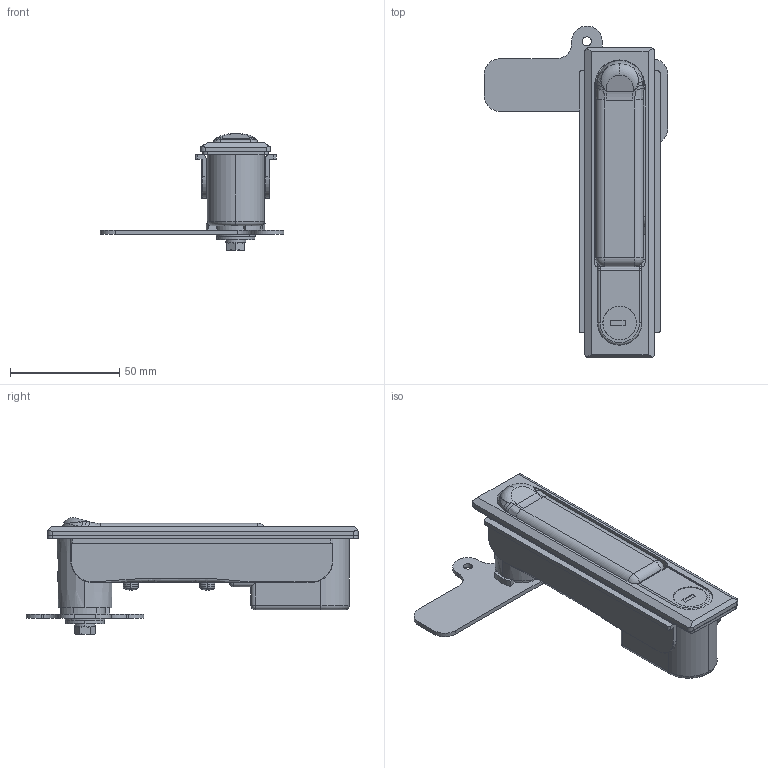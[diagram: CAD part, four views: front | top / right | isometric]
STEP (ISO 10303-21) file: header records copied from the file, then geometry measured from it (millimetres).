
FILE_DESCRIPTION (( 'STEP AP203' ), '1' );
FILE_NAME ('A-1480-3.STEP', '2018-12-17T02:02:39', ( '' ), ( '' ), 'SwSTEP 2.0', 'SolidWorks 2014', '' );
FILE_SCHEMA (( 'CONFIG_CONTROL_DESIGN' ));
Length unit declared in the file: millimetre
Products named in the file (15): 十字穴付小ねじ_内径基準ver1.02_M4×12十字穴付なべ小ねじシングルセムス; A-1480-3_ストッパー; A-1480-3; A-1480-3_回転軸_; A-1480-3_平ワッシャー_; A-1480-3_パッキン; ダミーローター__#200-4-3.5_; A-1480-3_仩8僗儁乕僒乕; A-1480-3_シャフト_ハンドルシャフト; 六角ボルト_内径基準ver1.03_M5×10十字穴付六角ボルトシングルセムス; A-1480-3_取付板_; A-1480-3ハンドル_; AC-1025-E-3,-4__AC-1025-E-4; A-1480-3_ローターケース_; A-1480-3_本体
Assembly tree (15 placements, depth 2):
  A-1480-3
    A-1480-3_本体
    A-1480-3ハンドル_
    A-1480-3_回転軸_
    A-1480-3_シャフト_ハンドルシャフト
    A-1480-3_ローターケース_
    A-1480-3_パッキン
    A-1480-3_取付板_
    A-1480-3_ストッパー
    A-1480-3_仩8僗儁乕僒乕
    AC-1025-E-3,-4__AC-1025-E-4
    A-1480-3_平ワッシャー_
    六角ボルト_内径基準ver1.03_M5×10十字穴付六角ボルトシングルセムス
    十字穴付小ねじ_内径基準ver1.02_M4×12十字穴付なべ小ねじシングルセムス  x2
    ダミーローター__#200-4-3.5_
Bounding box: 84 x 152 x 53.47 mm (x, y, z)
Volume: 102449.1 mm3; surface area: 68499.6 mm2
Topology: 15 solids, 15 shells, 552 faces, 1395 edges, 875 vertices
Faces by surface type: plane 252, cylinder 211, cone 32, torus 20, bspline 19, sphere 18
Entity records: 17913 total; most frequent: CARTESIAN_POINT 4037, DIRECTION 2640, ORIENTED_EDGE 2532, EDGE_CURVE 1266, AXIS2_PLACEMENT_3D 984, VERTEX_POINT 804, VECTOR 672, LINE 672
